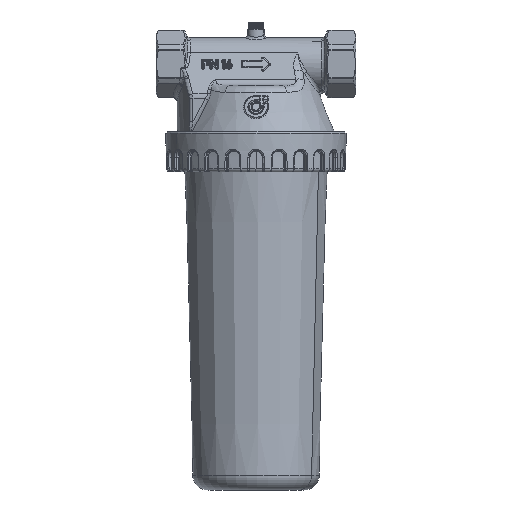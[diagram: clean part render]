
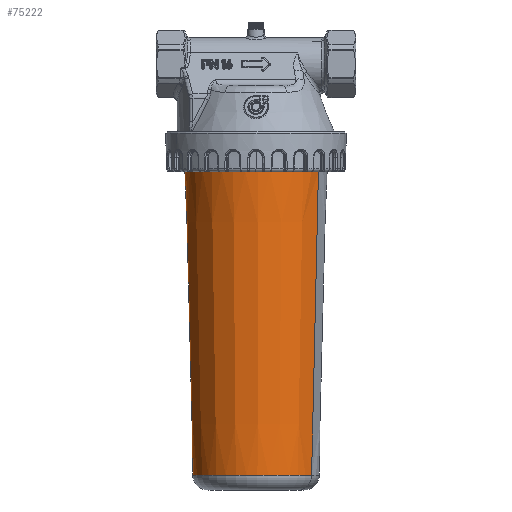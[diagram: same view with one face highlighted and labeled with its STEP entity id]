
A CAD part, left-side view. The second image highlights one B-rep face of the part: STEP entity #75222.
In plain terms, the highlighted conical face has half-angle 1.471 degrees and reference radius 41.229 mm.
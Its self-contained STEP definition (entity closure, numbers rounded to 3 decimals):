
#75183=CARTESIAN_POINT('Axis2P3D Location',(0.,0.,-267.557)) ;
#75188=CARTESIAN_POINT('Line Origine',(21.006,38.451,-166.878)) ;
#75192=CARTESIAN_POINT('Vertex',(22.196,40.63,-70.2)) ;
#75194=CARTESIAN_POINT('Vertex',(19.766,36.182,-267.557)) ;
#75197=CARTESIAN_POINT('Axis2P3D Location',(0.,0.,-267.557)) ;
#75201=CARTESIAN_POINT('Vertex',(-19.766,-36.182,-267.557)) ;
#75204=CARTESIAN_POINT('Line Origine',(-21.006,-38.451,-166.878)) ;
#75208=CARTESIAN_POINT('Vertex',(-22.196,-40.63,-70.2)) ;
#75211=CARTESIAN_POINT('Axis2P3D Location',(0.,0.,-70.2)) ;
#75184=DIRECTION('Axis2P3D Direction',(-0.,0.,1.)) ;
#75185=DIRECTION('Axis2P3D XDirection',(-0.479,-0.878,0.)) ;
#75189=DIRECTION('Vector Direction',(0.012,0.023,1.)) ;
#75198=DIRECTION('Axis2P3D Direction',(0.,0.,1.)) ;
#75205=DIRECTION('Vector Direction',(-0.012,-0.023,1.)) ;
#75212=DIRECTION('Axis2P3D Direction',(0.,0.,1.)) ;
#75186=AXIS2_PLACEMENT_3D('Cone Axis2P3D',#75183,#75184,#75185) ;
#75199=AXIS2_PLACEMENT_3D('Circle Axis2P3D',#75197,#75198,$) ;
#75213=AXIS2_PLACEMENT_3D('Circle Axis2P3D',#75211,#75212,$) ;
#75217=ORIENTED_EDGE('',*,*,#75196,.T.) ;
#75218=ORIENTED_EDGE('',*,*,#75203,.F.) ;
#75219=ORIENTED_EDGE('',*,*,#75210,.F.) ;
#75220=ORIENTED_EDGE('',*,*,#75215,.F.) ;
#75190=VECTOR('Line Direction',#75189,1.) ;
#75206=VECTOR('Line Direction',#75205,1.) ;
#75222=ADVANCED_FACE('PartBody',(#75221),#75187,.T.) ;
#75200=CIRCLE('generated circle',#75199,41.229) ;
#75214=CIRCLE('generated circle',#75213,46.297) ;
#75187=CONICAL_SURFACE('Cone',#75186,41.229,0.026) ;
#75196=EDGE_CURVE('',#75193,#75195,#75191,.F.) ;
#75203=EDGE_CURVE('',#75202,#75195,#75200,.F.) ;
#75210=EDGE_CURVE('',#75209,#75202,#75207,.F.) ;
#75215=EDGE_CURVE('',#75193,#75209,#75214,.T.) ;
#75216=EDGE_LOOP('',(#75217,#75218,#75219,#75220)) ;
#75221=FACE_OUTER_BOUND('',#75216,.T.) ;
#75191=LINE('Line',#75188,#75190) ;
#75207=LINE('Line',#75204,#75206) ;
#75193=VERTEX_POINT('',#75192) ;
#75195=VERTEX_POINT('',#75194) ;
#75202=VERTEX_POINT('',#75201) ;
#75209=VERTEX_POINT('',#75208) ;
